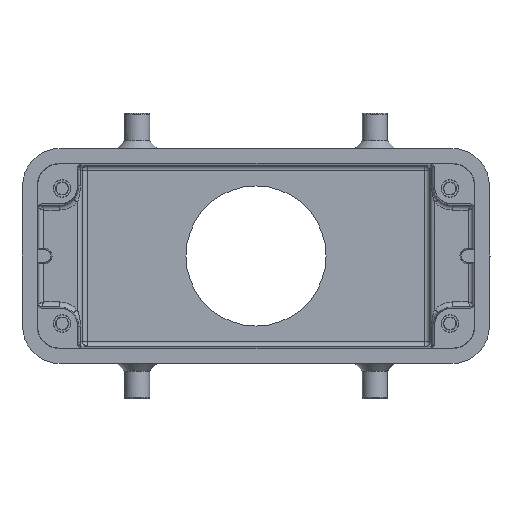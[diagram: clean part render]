
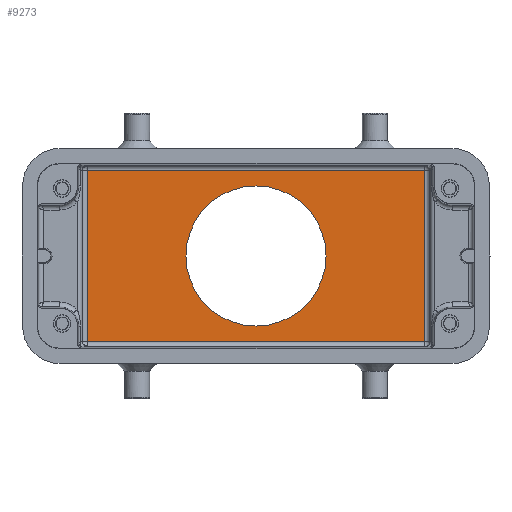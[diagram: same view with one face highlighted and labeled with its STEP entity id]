
A CAD part, front view. The second image highlights one B-rep face of the part: STEP entity #9273.
In plain terms, the highlighted planar face has unit normal (0, 1, 0).
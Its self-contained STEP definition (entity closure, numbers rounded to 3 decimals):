
#38=DIRECTION('',(1.,0.,0.));
#39=VECTOR('',#38,67.5);
#40=CARTESIAN_POINT('',(-33.75,42.,-17.142));
#41=LINE('',#40,#39);
#84=DIRECTION('',(0.,0.,1.));
#85=VECTOR('',#84,34.284);
#86=CARTESIAN_POINT('',(33.75,42.,-17.142));
#87=LINE('',#86,#85);
#98=CARTESIAN_POINT('',(0.,42.,0.));
#99=DIRECTION('',(0.,-1.,0.));
#100=DIRECTION('',(0.,0.,1.));
#101=AXIS2_PLACEMENT_3D('',#98,#99,#100);
#106=CARTESIAN_POINT('',(0.,42.,0.));
#107=DIRECTION('',(0.,-1.,0.));
#108=DIRECTION('',(0.,0.,-1.));
#109=AXIS2_PLACEMENT_3D('',#106,#107,#108);
#121=DIRECTION('',(0.,0.,-1.));
#122=VECTOR('',#121,34.284);
#123=CARTESIAN_POINT('',(-33.75,42.,17.142));
#124=LINE('',#123,#122);
#7940=DIRECTION('',(-1.,0.,0.));
#7941=VECTOR('',#7940,67.5);
#7942=CARTESIAN_POINT('',(33.75,42.,17.142));
#7943=LINE('',#7942,#7941);
#8073=CARTESIAN_POINT('',(-33.75,42.,
-17.142));
#8075=VERTEX_POINT('',#8073);
#8152=CARTESIAN_POINT('',(0.,42.,14.));
#8154=VERTEX_POINT('',#8152);
#8155=CARTESIAN_POINT('',(0.,42.,-14.));
#8156=VERTEX_POINT('',#8155);
#9020=CARTESIAN_POINT('',(33.75,42.,17.142));
#9021=VERTEX_POINT('',#9020);
#9022=CARTESIAN_POINT('',(-33.75,42.,17.142));
#9023=VERTEX_POINT('',#9022);
#9118=CARTESIAN_POINT('',(33.75,42.,-17.142));
#9119=VERTEX_POINT('',#9118);
#9254=CARTESIAN_POINT('',(0.,42.,0.));
#9255=DIRECTION('',(0.,1.,0.));
#9256=DIRECTION('',(0.,0.,1.));
#9257=AXIS2_PLACEMENT_3D('',#9254,#9255,#9256);
#9258=PLANE('',#9257);
#9260=ORIENTED_EDGE('',*,*,#9259,.T.);
#9261=ORIENTED_EDGE('',*,*,#9213,.T.);
#9262=ORIENTED_EDGE('',*,*,#9244,.T.);
#9264=ORIENTED_EDGE('',*,*,#9263,.T.);
#9265=EDGE_LOOP('',(#9260,#9261,#9262,#9264));
#9266=FACE_OUTER_BOUND('',#9265,.F.);
#9268=ORIENTED_EDGE('',*,*,#9267,.F.);
#9270=ORIENTED_EDGE('',*,*,#9269,.F.);
#9271=EDGE_LOOP('',(#9268,#9270));
#9272=FACE_BOUND('',#9271,.F.);
#102=CIRCLE('',#101,14.);
#110=CIRCLE('',#109,14.);
#9213=EDGE_CURVE('',#8075,#9119,#41,.T.);
#9244=EDGE_CURVE('',#9119,#9021,#87,.T.);
#9259=EDGE_CURVE('',#9023,#8075,#124,.T.);
#9263=EDGE_CURVE('',#9021,#9023,#7943,.T.);
#9267=EDGE_CURVE('',#8154,#8156,#102,.T.);
#9269=EDGE_CURVE('',#8156,#8154,#110,.T.);
#9273=ADVANCED_FACE('',(#9266,#9272),#9258,.T.);
